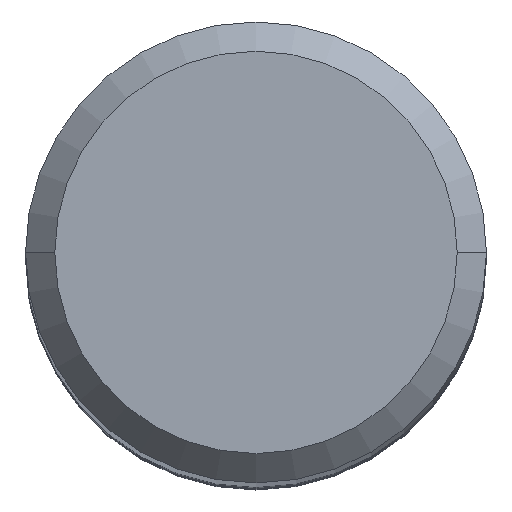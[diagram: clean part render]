
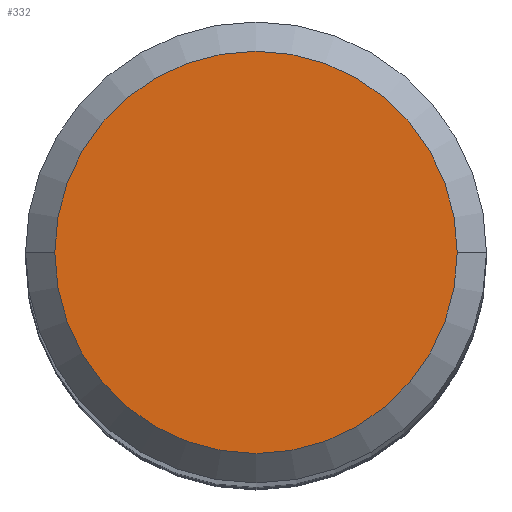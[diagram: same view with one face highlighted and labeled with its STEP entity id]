
A CAD part, top view. The second image highlights one B-rep face of the part: STEP entity #332.
In plain terms, the highlighted planar face has unit normal (0, 0, 1).
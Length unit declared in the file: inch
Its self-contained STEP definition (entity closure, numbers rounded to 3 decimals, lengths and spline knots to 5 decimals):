
#3 = AXIS2_PLACEMENT_3D ( 'NONE', #98, #523, #449 ) ;
#33 = DIRECTION ( 'NONE',  ( -1., 0., 0. ) ) ;
#48 = DIRECTION ( 'NONE',  ( 1., 0., 0. ) ) ;
#51 = FACE_OUTER_BOUND ( 'NONE', #57, .T. ) ;
#57 = EDGE_LOOP ( 'NONE', ( #444, #560 ) ) ;
#80 = VERTEX_POINT ( 'NONE', #550 ) ;
#98 = CARTESIAN_POINT ( 'NONE',  ( 0., 0., 0. ) ) ;
#129 = CARTESIAN_POINT ( 'NONE',  ( -0.1375, 0., 0. ) ) ;
#134 = VERTEX_POINT ( 'NONE', #129 ) ;
#213 = EDGE_CURVE ( 'NONE', #134, #80, #374, .T. ) ;
#232 = CIRCLE ( 'NONE', #486, 0.1375 ) ;
#253 = CARTESIAN_POINT ( 'NONE',  ( 0., 0., 0. ) ) ;
#275 = PLANE ( 'NONE',  #279 ) ;
#279 = AXIS2_PLACEMENT_3D ( 'NONE', #453, #412, #48 ) ;
#332 = ADVANCED_FACE ( 'NONE', ( #51 ), #275, .T. ) ;
#374 = CIRCLE ( 'NONE', #3, 0.1375 ) ;
#412 = DIRECTION ( 'NONE',  ( 0., 0., 1. ) ) ;
#430 = DIRECTION ( 'NONE',  ( 0., 0., -1. ) ) ;
#444 = ORIENTED_EDGE ( 'NONE', *, *, #213, .F. ) ;
#449 = DIRECTION ( 'NONE',  ( -1., 0., 0. ) ) ;
#453 = CARTESIAN_POINT ( 'NONE',  ( 0., 0.1375, 0. ) ) ;
#466 = EDGE_CURVE ( 'NONE', #80, #134, #232, .T. ) ;
#486 = AXIS2_PLACEMENT_3D ( 'NONE', #253, #430, #33 ) ;
#523 = DIRECTION ( 'NONE',  ( 0., 0., -1. ) ) ;
#550 = CARTESIAN_POINT ( 'NONE',  ( 0.1375, 0., 0. ) ) ;
#560 = ORIENTED_EDGE ( 'NONE', *, *, #466, .F. ) ;
